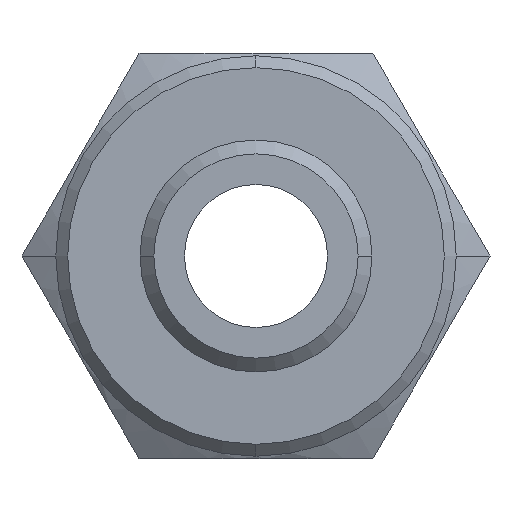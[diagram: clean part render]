
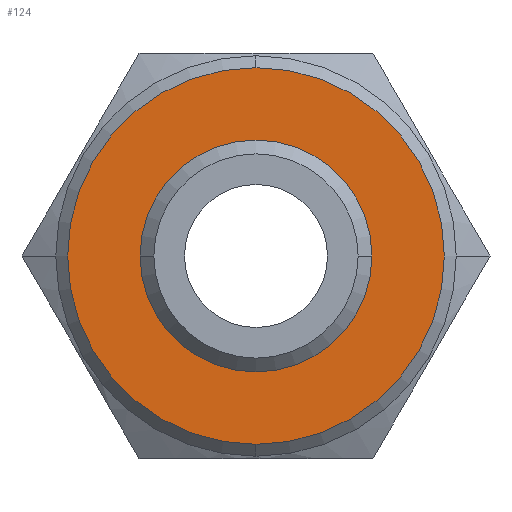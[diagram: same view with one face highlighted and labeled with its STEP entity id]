
A CAD part, front view. The second image highlights one B-rep face of the part: STEP entity #124.
In plain terms, the highlighted planar face has unit normal (0, -1, 0).
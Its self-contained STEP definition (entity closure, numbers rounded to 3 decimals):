
#124=ADVANCED_FACE('',(#242,#243),#244,.T.);
#242=FACE_OUTER_BOUND('',#351,.T.);
#243=FACE_BOUND('',#352,.T.);
#244=PLANE('',#353);
#351=EDGE_LOOP('',(#632,#633,#634));
#352=EDGE_LOOP('',(#635,#636));
#353=AXIS2_PLACEMENT_3D('',#637,#638,#639);
#632=ORIENTED_EDGE('',*,*,#688,.F.);
#633=ORIENTED_EDGE('',*,*,#687,.F.);
#634=ORIENTED_EDGE('',*,*,#674,.F.);
#635=ORIENTED_EDGE('',*,*,#739,.F.);
#636=ORIENTED_EDGE('',*,*,#707,.F.);
#637=CARTESIAN_POINT('',(0.0,-2.5,0.0));
#638=DIRECTION('',(0.0,-1.0,0.0));
#639=DIRECTION('',(0.0,0.0,-1.0));
#674=EDGE_CURVE('',#808,#804,#810,.T.);
#687=EDGE_CURVE('',#804,#827,#828,.T.);
#688=EDGE_CURVE('',#827,#808,#829,.T.);
#707=EDGE_CURVE('',#853,#850,#855,.T.);
#739=EDGE_CURVE('',#850,#853,#895,.T.);
#804=VERTEX_POINT('',#1024);
#808=VERTEX_POINT('',#1029);
#810=CIRCLE('',#1032,7.9);
#827=VERTEX_POINT('',#1053);
#828=CIRCLE('',#1054,7.9);
#829=CIRCLE('',#1055,7.9);
#850=VERTEX_POINT('',#1080);
#853=VERTEX_POINT('',#1084);
#855=CIRCLE('',#1087,4.864);
#895=CIRCLE('',#1171,4.864);
#1024=CARTESIAN_POINT('',(0.,-2.5,-7.9));
#1029=CARTESIAN_POINT('',(0.,-2.5,7.9));
#1032=AXIS2_PLACEMENT_3D('',#1239,#1240,#1241);
#1053=CARTESIAN_POINT('',(-7.9,-2.5,0.0));
#1054=AXIS2_PLACEMENT_3D('',#1258,#1259,#1260);
#1055=AXIS2_PLACEMENT_3D('',#1261,#1262,#1263);
#1080=CARTESIAN_POINT('',(-4.864,-2.5,0.0));
#1084=CARTESIAN_POINT('',(4.864,-2.5,0.));
#1087=AXIS2_PLACEMENT_3D('',#1294,#1295,#1296);
#1171=AXIS2_PLACEMENT_3D('',#1326,#1327,#1328);
#1239=CARTESIAN_POINT('',(0.,-2.5,0.0));
#1240=DIRECTION('',(-0.0,1.0,0.0));
#1241=DIRECTION('',(1.0,0.0,0.0));
#1258=CARTESIAN_POINT('',(0.,-2.5,0.0));
#1259=DIRECTION('',(-0.0,1.0,0.0));
#1260=DIRECTION('',(1.0,0.0,0.0));
#1261=CARTESIAN_POINT('',(0.,-2.5,0.0));
#1262=DIRECTION('',(-0.0,1.0,0.0));
#1263=DIRECTION('',(1.0,0.0,0.0));
#1294=CARTESIAN_POINT('',(0.0,-2.5,0.0));
#1295=DIRECTION('',(0.0,-1.0,0.0));
#1296=DIRECTION('',(-1.0,0.0,0.0));
#1326=CARTESIAN_POINT('',(0.0,-2.5,0.0));
#1327=DIRECTION('',(0.0,-1.0,0.0));
#1328=DIRECTION('',(-1.0,0.0,0.0));
